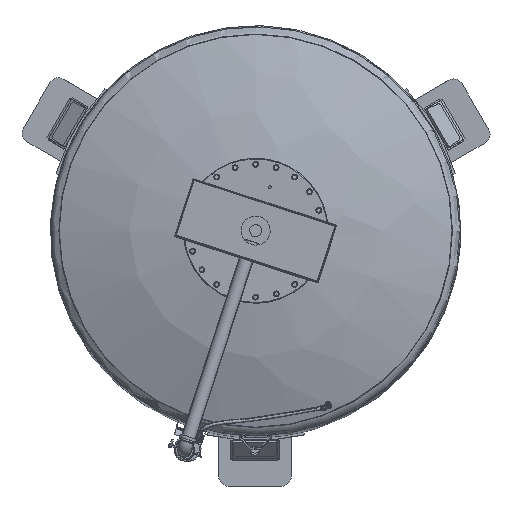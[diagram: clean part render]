
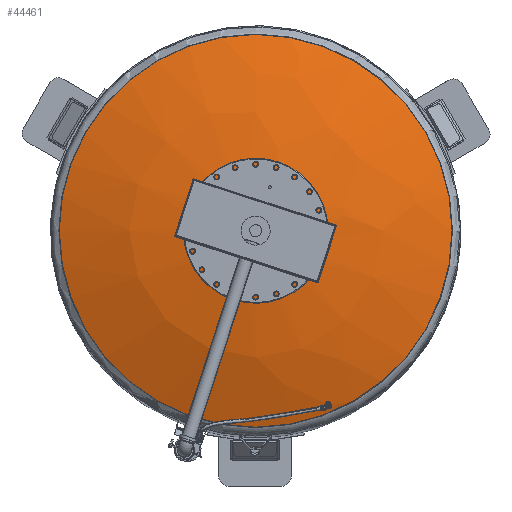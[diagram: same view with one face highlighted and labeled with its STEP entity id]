
A CAD part, top view. The second image highlights one B-rep face of the part: STEP entity #44461.
In plain terms, the highlighted free-form (B-spline) face has degree [2, 2] with [3, 9] control points.
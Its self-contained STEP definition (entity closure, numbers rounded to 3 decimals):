
#42603=CARTESIAN_POINT('',(293.693,-709.038,2899.355));
#42604=VERTEX_POINT('',#42603);
#42605=CARTESIAN_POINT('',(293.693,-709.038,2899.355));
#42606=CARTESIAN_POINT('',(294.931,-708.526,2899.355));
#42607=CARTESIAN_POINT('',(296.233,-708.189,2899.285));
#42608=CARTESIAN_POINT('',(299.177,-707.857,2898.978));
#42609=CARTESIAN_POINT('',(300.805,-707.957,2898.709));
#42610=CARTESIAN_POINT('',(304.059,-708.748,2897.968));
#42611=CARTESIAN_POINT('',(305.639,-709.485,2897.487));
#42612=CARTESIAN_POINT('',(307.976,-711.224,2896.549));
#42613=CARTESIAN_POINT('',(308.827,-712.078,2896.131));
#42614=CARTESIAN_POINT('',(310.122,-713.837,2895.336));
#42615=CARTESIAN_POINT('',(310.607,-714.703,2894.966));
#42616=CARTESIAN_POINT('',(311.36,-716.568,2894.213));
#42617=CARTESIAN_POINT('',(311.619,-717.562,2893.831));
#42618=CARTESIAN_POINT('',(311.911,-719.887,2892.984));
#42619=CARTESIAN_POINT('',(311.86,-721.22,2892.53));
#42620=CARTESIAN_POINT('',(311.258,-724.185,2891.589));
#42621=CARTESIAN_POINT('',(310.586,-725.776,2891.134));
#42622=CARTESIAN_POINT('',(308.641,-728.655,2890.416));
#42623=CARTESIAN_POINT('',(307.385,-729.912,2890.16));
#42624=CARTESIAN_POINT('',(304.48,-731.892,2889.891));
#42625=CARTESIAN_POINT('',(302.868,-732.605,2889.876));
#42626=CARTESIAN_POINT('',(299.546,-733.397,2890.078));
#42627=CARTESIAN_POINT('',(297.873,-733.495,2890.284));
#42628=CARTESIAN_POINT('',(294.66,-733.107,2890.88));
#42629=CARTESIAN_POINT('',(293.142,-732.644,2891.258));
#42630=CARTESIAN_POINT('',(290.438,-731.249,2892.129));
#42631=CARTESIAN_POINT('',(289.261,-730.348,2892.61));
#42632=CARTESIAN_POINT('',(287.552,-728.472,2893.505));
#42633=CARTESIAN_POINT('',(286.94,-727.584,2893.9));
#42634=CARTESIAN_POINT('',(286.017,-725.756,2894.666));
#42635=CARTESIAN_POINT('',(285.686,-724.834,2895.033));
#42636=CARTESIAN_POINT('',(285.23,-722.797,2895.804));
#42637=CARTESIAN_POINT('',(285.14,-721.682,2896.203));
#42638=CARTESIAN_POINT('',(285.292,-719.058,2897.09));
#42639=CARTESIAN_POINT('',(285.658,-717.566,2897.554));
#42640=CARTESIAN_POINT('',(286.985,-714.591,2898.394));
#42641=CARTESIAN_POINT('',(287.995,-713.157,2898.746));
#42642=CARTESIAN_POINT('',(290.534,-710.708,2899.23));
#42643=CARTESIAN_POINT('',(292.041,-709.723,2899.355));
#42644=CARTESIAN_POINT('',(293.693,-709.038,2899.355));
#42645=B_SPLINE_CURVE_WITH_KNOTS('',3,(#42605,#42606,#42607,#42608,#42609,#42610,#42611,#42612,#42613,#42614,#42615,#42616,#42617,#42618,#42619,#42620,#42621,#42622,#42623,#42624,#42625,#42626,#42627,#42628,#42629,#42630,#42631,#42632,#42633,#42634,#42635,#42636,#42637,#42638,#42639,#42640,#42641,#42642,#42643,#42644),.UNSPECIFIED.,.T.,.U.,(4,2,2,2,2,2,2,2,2,2,2,2,2,2,2,2,2,2,2,4),(-8.472,-8.07,-7.578,-7.041,-6.66,-6.344,-6.016,-5.596,-5.065,-4.532,-4.008,-3.506,-3.02,-2.556,-2.213,-1.9,-1.546,-1.068,-0.536,0.0),.UNSPECIFIED.);
#42646=EDGE_CURVE('',#42604,#42604,#42645,.T.);
#44306=CARTESIAN_POINT('',(0.,222.5,3024.353));
#44307=VERTEX_POINT('',#44306);
#44308=CARTESIAN_POINT('',(0.,0.,3024.353));
#44309=DIRECTION('',(0.0,0.0,-1.0));
#44310=DIRECTION('',(0.0,-1.0,0.0));
#44311=AXIS2_PLACEMENT_3D('',#44308,#44309,#44310);
#44312=CIRCLE('',#44311,222.5);
#44313=EDGE_CURVE('',#44307,#44307,#44312,.T.);
#44409=CARTESIAN_POINT('',(-222.5,0.,3024.353));
#44410=CARTESIAN_POINT('',(-528.837,0.,2994.128));
#44411=CARTESIAN_POINT('',(-815.184,0.,2881.163));
#44412=CARTESIAN_POINT('',(-222.5,-222.5,3024.353));
#44413=CARTESIAN_POINT('',(-528.837,-528.837,2994.128));
#44414=CARTESIAN_POINT('',(-815.184,-815.184,2881.163));
#44415=CARTESIAN_POINT('',(0.,-222.5,3024.353));
#44416=CARTESIAN_POINT('',(0.,-528.837,2994.128));
#44417=CARTESIAN_POINT('',(0.,-815.184,2881.163));
#44418=CARTESIAN_POINT('',(222.5,-222.5,3024.353));
#44419=CARTESIAN_POINT('',(528.837,-528.837,2994.128));
#44420=CARTESIAN_POINT('',(815.184,-815.184,2881.163));
#44421=CARTESIAN_POINT('',(222.5,0.,3024.353));
#44422=CARTESIAN_POINT('',(528.837,0.,2994.128));
#44423=CARTESIAN_POINT('',(815.184,0.,2881.163));
#44424=CARTESIAN_POINT('',(222.5,222.5,3024.353));
#44425=CARTESIAN_POINT('',(528.837,528.837,2994.128));
#44426=CARTESIAN_POINT('',(815.184,815.184,2881.163));
#44427=CARTESIAN_POINT('',(0.,222.5,3024.353));
#44428=CARTESIAN_POINT('',(0.,528.837,2994.128));
#44429=CARTESIAN_POINT('',(0.,815.184,2881.163));
#44430=CARTESIAN_POINT('',(-222.5,222.5,3024.353));
#44431=CARTESIAN_POINT('',(-528.837,528.837,2994.128));
#44432=CARTESIAN_POINT('',(-815.184,815.184,2881.163));
#44433=CARTESIAN_POINT('',(-222.5,0.,3024.353));
#44434=CARTESIAN_POINT('',(-528.837,0.,2994.128));
#44435=CARTESIAN_POINT('',(-815.184,0.,2881.163));
#44443=(BOUNDED_SURFACE()B_SPLINE_SURFACE(2,2,((#44409,#44412,#44415,#44418,#44421,#44424,#44427,#44430,#44433),(#44410,#44413,#44416,#44419,#44422,#44425,#44428,#44431,#44434),(#44411,#44414,#44417,#44420,#44423,#44426,#44429,#44432,#44435)),.UNSPECIFIED.,.F.,.T.,.U.)B_SPLINE_SURFACE_WITH_KNOTS((3,3),(3,2,2,2,3),(-1.472,-1.195),(0.0,1.571,3.142,4.712,6.283),.UNSPECIFIED.)GEOMETRIC_REPRESENTATION_ITEM()RATIONAL_B_SPLINE_SURFACE(((1.0,0.707,1.0,0.707,1.0,0.707,1.0,0.707,1.0),(0.99,0.7,0.99,0.7,0.99,0.7,0.99,0.7,0.99),(1.0,0.707,1.0,0.707,1.0,0.707,1.0,0.707,1.0)))REPRESENTATION_ITEM('')SURFACE());
#44444=ORIENTED_EDGE('',*,*,#42646,.T.);
#44445=EDGE_LOOP('',(#44444));
#44446=FACE_OUTER_BOUND('',#44445,.T.);
#44447=ORIENTED_EDGE('',*,*,#44313,.T.);
#44448=EDGE_LOOP('',(#44447));
#44449=FACE_BOUND('',#44448,.T.);
#44450=CARTESIAN_POINT('',(0.,-815.184,2881.163));
#44451=VERTEX_POINT('',#44450);
#44452=CARTESIAN_POINT('',(0.,0.,2881.163));
#44453=DIRECTION('',(0.0,0.0,-1.0));
#44454=DIRECTION('',(0.0,-1.0,0.0));
#44455=AXIS2_PLACEMENT_3D('',#44452,#44453,#44454);
#44456=CIRCLE('',#44455,815.184);
#44457=EDGE_CURVE('',#44451,#44451,#44456,.T.);
#44458=ORIENTED_EDGE('',*,*,#44457,.F.);
#44459=EDGE_LOOP('',(#44458));
#44460=FACE_BOUND('',#44459,.T.);
#44461=ADVANCED_FACE('',(#44446,#44449,#44460),#44443,.T.);
